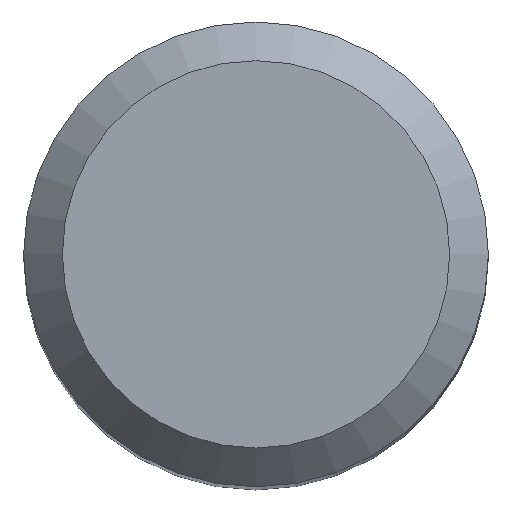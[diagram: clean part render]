
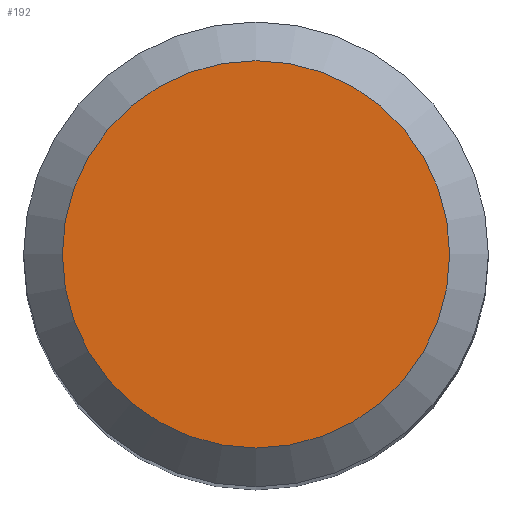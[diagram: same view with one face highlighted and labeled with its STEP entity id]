
A CAD part, top view. The second image highlights one B-rep face of the part: STEP entity #192.
In plain terms, the highlighted planar face has unit normal (0, 0, 1).
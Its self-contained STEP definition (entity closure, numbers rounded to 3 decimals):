
#1 = VERTEX_POINT ( 'NONE', #75 ) ;
#4 = ORIENTED_EDGE ( 'NONE', *, *, #104, .F. ) ;
#9 = CARTESIAN_POINT ( 'NONE',  ( 0., 0., 102. ) ) ;
#21 = DIRECTION ( 'NONE',  ( 0., 0., -1. ) ) ;
#73 = AXIS2_PLACEMENT_3D ( 'NONE', #135, #21, #245 ) ;
#75 = CARTESIAN_POINT ( 'NONE',  ( 0., 5., 102. ) ) ;
#104 = EDGE_CURVE ( 'NONE', #1, #1, #120, .T. ) ;
#116 = EDGE_LOOP ( 'NONE', ( #4 ) ) ;
#120 = CIRCLE ( 'NONE', #176, 5. ) ;
#135 = CARTESIAN_POINT ( 'NONE',  ( 0., 0., 102. ) ) ;
#156 = FACE_OUTER_BOUND ( 'NONE', #116, .T. ) ;
#176 = AXIS2_PLACEMENT_3D ( 'NONE', #9, #207, #186 ) ;
#186 = DIRECTION ( 'NONE',  ( 0., 1., 0. ) ) ;
#192 = ADVANCED_FACE ( 'NONE', ( #156 ), #244, .F. ) ;
#207 = DIRECTION ( 'NONE',  ( 0., 0., -1. ) ) ;
#244 = PLANE ( 'NONE',  #73 ) ;
#245 = DIRECTION ( 'NONE',  ( 0., 1., 0. ) ) ;
